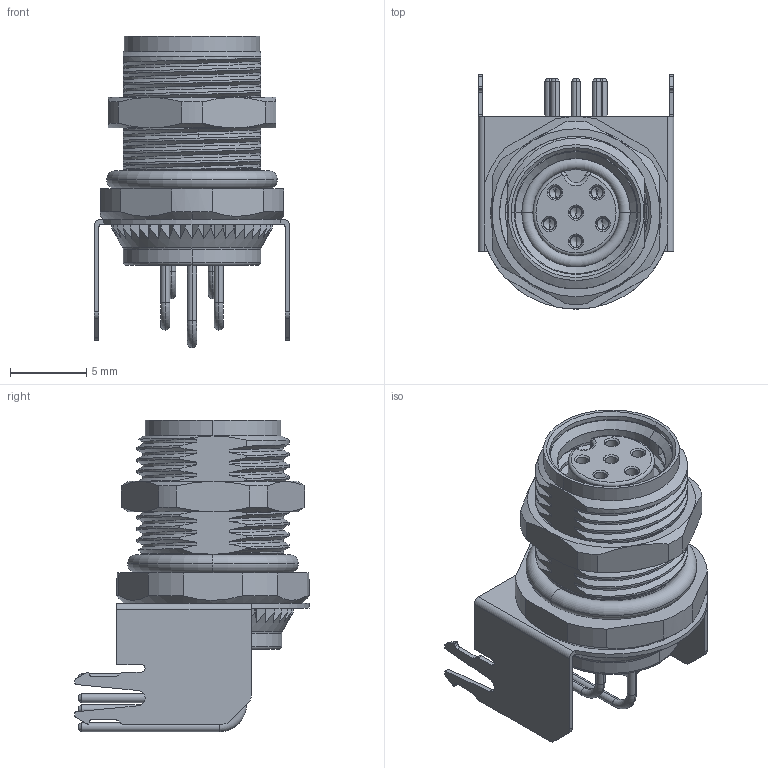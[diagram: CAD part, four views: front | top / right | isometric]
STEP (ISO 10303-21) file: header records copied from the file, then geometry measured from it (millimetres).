
FILE_DESCRIPTION((''),'2;1');
FILE_NAME('M8-FABK06-003S_6','2025-09-17T',('gongchengVI'),(''),'PRO/ENGINEER BY PARAMETRIC TECHNOLOGY CORPORATION, 2010280','PRO/ENGINEER BY PARAMETRIC TECHNOLOGY CORPORATION, 2010280','');
FILE_SCHEMA(('CONFIG_CONTROL_DESIGN'));
Products named in the file (1): M8-FABK06-003S_6
Bounding box: 12.8 x 15.35 x 20.4 mm (x, y, z)
Volume: 235.5 mm3; surface area: 3225.8 mm2
Topology: 1 solids, 13 shells, 896 faces, 2341 edges, 1501 vertices
Faces by surface type: plane 357, cylinder 315, cone 102, bspline 80, torus 42
Entity records: 47611 total; most frequent: CARTESIAN_POINT 25851, ORIENTED_EDGE 4658, DIRECTION 4416, EDGE_CURVE 2329, AXIS2_PLACEMENT_3D 1662, VERTEX_POINT 1501, VECTOR 1092, LINE 1092
